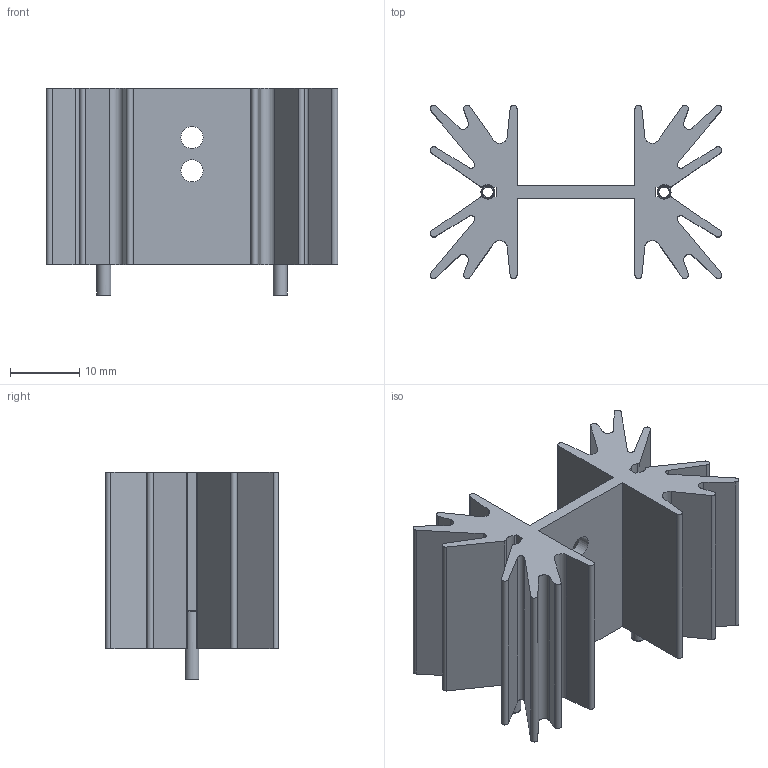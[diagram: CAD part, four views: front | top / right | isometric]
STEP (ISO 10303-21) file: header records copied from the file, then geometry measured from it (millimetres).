
FILE_DESCRIPTION((''),'2;1');
FILE_NAME('SK_129_25.4_STS.stp','2013-05-23T16:32:12',('Lochen'),(''),'Autodesk Inventor 2012','Autodesk Inventor 2012','');
FILE_SCHEMA(('AUTOMOTIVE_DESIGN { 1 0 10303 214 1 1 1 1 }'));
Length unit declared in the file: millimetre
Products named in the file (3): SK_129_25; 001020832; A9001B20100008S
Assembly tree (3 placements, depth 2):
  SK_129_25
    001020832
    A9001B20100008S  x2
Bounding box: 42 x 25 x 29.9 mm (x, y, z)
Volume: 9087.2 mm3; surface area: 8606 mm2
Topology: 3 solids, 3 shells, 200 faces, 582 edges, 388 vertices
Faces by surface type: plane 102, cylinder 94, torus 4
Full cylindrical faces by diameter (mm): 3.2 x2
Entity records: 5404 total; most frequent: CARTESIAN_POINT 1560, ORIENTED_EDGE 812, DIRECTION 780, EDGE_CURVE 406, AXIS2_PLACEMENT_3D 284, VERTEX_POINT 272, VECTOR 212, LINE 212
